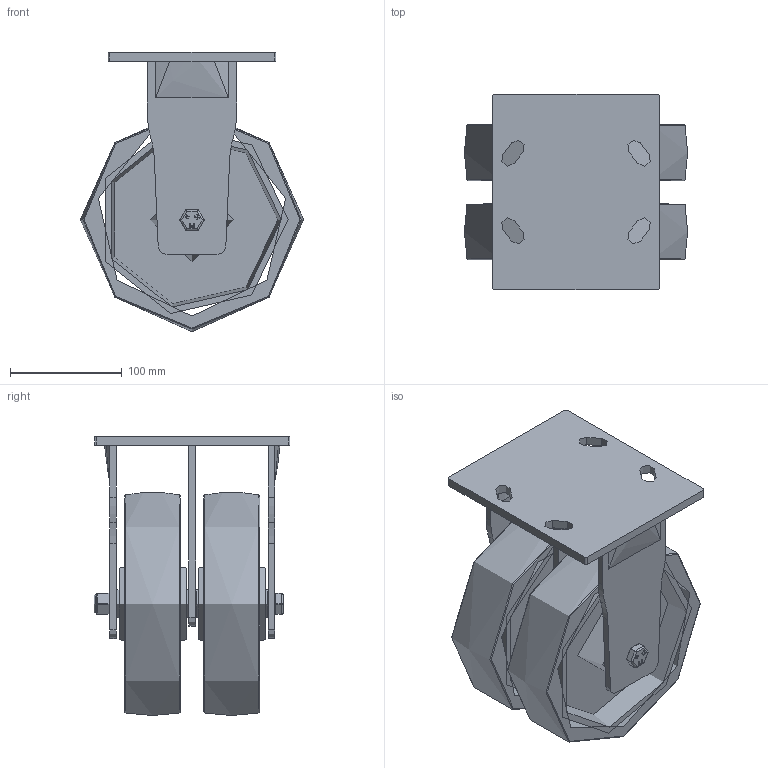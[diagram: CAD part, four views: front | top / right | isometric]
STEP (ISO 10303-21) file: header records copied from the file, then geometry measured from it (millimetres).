
FILE_DESCRIPTION(/* description */ (''),/* implementation_level */ '2;1');
FILE_NAME(/* name */ '2BZKF200PTBJ.step',/* time_stamp */ '2024-05-07T15:36:21+01:00',/* author */ (''),/* organization */ (''),/* preprocessor_version */ 'ST-DEVELOPER v20',/* originating_system */ 'Autodesk Translation Framework v12.20.1.177',/* authorisation */ '');
FILE_SCHEMA (('AUTOMOTIVE_DESIGN { 1 0 10303 214 3 1 1 }'));
Products named in the file (45): 2BZKF200PTBJ; 2BZKF200AS - 2 v1; FABRICATED STEEL BRACKET; BZXH200WPTBJM20 v1; POLYURETHANE TYRE; CAST IRON RIM; CAST IRON RIM Geometry; BEARING SPACER; BEARING6204; BALL BEARINGS; BEARING6204 (1); BALL BEARINGS (1); Component3; INNER; OUTER; MIDDLE; RUBBER; BZXH200WPTBJM20 v1 (1); POLYURETHANE TYRE (1); CAST IRON RIM (1); CAST IRON RIM Geometry (1); BEARING SPACER (1); BEARING6204 (2); BALL BEARINGS (2); BEARING6204 (1) (1); BALL BEARINGS (1) (1); Component3 (1); INNER (1); OUTER (1); MIDDLE (1); RUBBER (1); TH20X2X12 v1; ZINC PLATED HEADED SPACER; TH20X2X12 v1 (1); ZINC PLATED HEADED SPACER (1); TH20X2X12 v1 (2); ZINC PLATED HEADED SPACER (2); TH20X2X12 v1 (3); ZINC PLATED HEADED SPACER (3); BOLTM12X160Z8.8 v2 ...
Assembly tree (82 placements, depth 5):
  2BZKF200PTBJ
    2BZKF200AS - 2 v1
      FABRICATED STEEL BRACKET
    BZXH200WPTBJM20 v1
      POLYURETHANE TYRE
      CAST IRON RIM
        CAST IRON RIM Geometry
        BEARING SPACER
      BEARING6204
        INNER
        OUTER
        BALL BEARINGS
          Component3  x8
        MIDDLE
        RUBBER
      BEARING6204 (1)
        BALL BEARINGS (1)
          Component3  x8
        INNER
        OUTER
        MIDDLE
        RUBBER
    BZXH200WPTBJM20 v1 (1)
      POLYURETHANE TYRE (1)
      CAST IRON RIM (1)
        CAST IRON RIM Geometry (1)
        BEARING SPACER (1)
      BEARING6204 (2)
        INNER (1)
        OUTER (1)
        BALL BEARINGS (2)
          Component3 (1)  x8
        MIDDLE (1)
        RUBBER (1)
      BEARING6204 (1) (1)
        BALL BEARINGS (1) (1)
          Component3 (1)  x8
        INNER (1)
        OUTER (1)
        MIDDLE (1)
        RUBBER (1)
    TH20X2X12 v1
      ZINC PLATED HEADED SPACER
    TH20X2X12 v1 (1)
      ZINC PLATED HEADED SPACER (1)
    TH20X2X12 v1 (2)
      ZINC PLATED HEADED SPACER (2)
    TH20X2X12 v1 (3)
      ZINC PLATED HEADED SPACER (3)
    BOLTM12X160Z8.8 v2
      GRADE 8.8 ZINC PLATED BOLT
    NYLOCM12Z14MM v1
      NYLOC NUT
        NUT
        RUBBER (2)
Bounding box: 200 x 175.35 x 250 mm (x, y, z)
Volume: 2200711.4 mm3; surface area: 579329 mm2
Topology: 66 solids, 66 shells, 1794 faces, 4586 edges, 3047 vertices
Faces by surface type: plane 706, bspline 638, cylinder 314, sphere 114, torus 14, cone 8
Full cylindrical faces by diameter (mm): 9.836 x22, 11.834 x22, 12 x3, 12.2 x4, 13 x3, 14 x2, 17.75 x1, 18.5 x1, 19.8 x4, 20 x6, 24 x2, 25 x4, 27 x4, 28.5 x16, 30.8 x8, 31.3 x8, 32 x2, 40.3 x8, 40.5 x8, 40.8 x8, 42 x20, 47 x8, 172 x4
Entity records: 44431 total; most frequent: CARTESIAN_POINT 19245, ORIENTED_EDGE 5304, DIRECTION 4178, EDGE_CURVE 2652, VERTEX_POINT 1779, AXIS2_PLACEMENT_3D 1498, EDGE_LOOP 1321, LINE 1182
